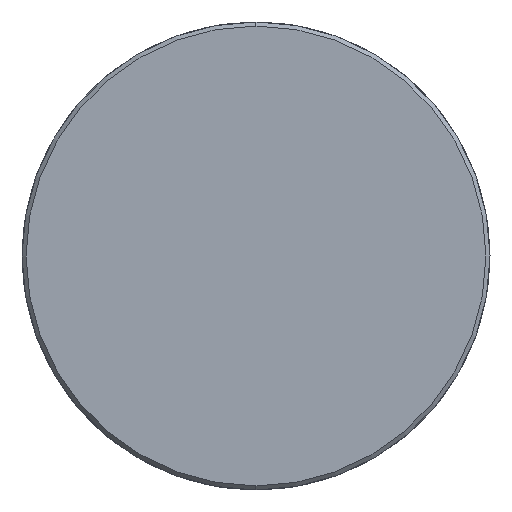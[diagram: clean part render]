
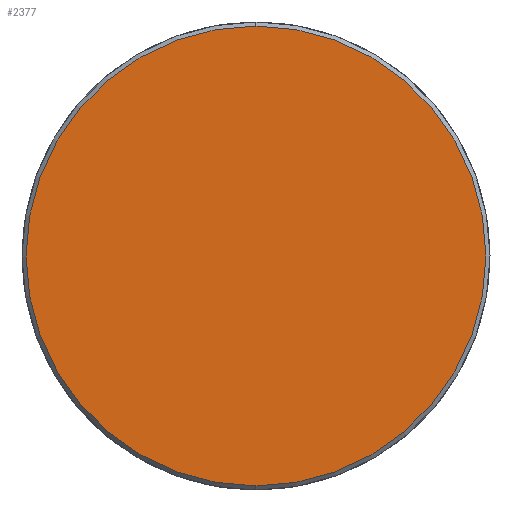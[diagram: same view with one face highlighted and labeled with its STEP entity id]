
A CAD part, left-side view. The second image highlights one B-rep face of the part: STEP entity #2377.
In plain terms, the highlighted planar face has unit normal (-1, 0, 0).
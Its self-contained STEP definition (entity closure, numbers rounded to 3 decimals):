
#277 = VERTEX_POINT ( 'NONE', #3165 ) ;
#342 = CARTESIAN_POINT ( 'NONE',  ( -294.05, -142.186, 142.186 ) ) ;
#600 = DIRECTION ( 'NONE',  ( 1., 0., 0. ) ) ;
#655 = CIRCLE ( 'NONE', #2356, 140.5 ) ;
#786 = ORIENTED_EDGE ( 'NONE', *, *, #1163, .T. ) ;
#861 = DIRECTION ( 'NONE',  ( 0., 0., -1. ) ) ;
#1163 = EDGE_CURVE ( 'NONE', #277, #1693, #1172, .T. ) ;
#1172 = CIRCLE ( 'NONE', #1802, 140.5 ) ;
#1302 = AXIS2_PLACEMENT_3D ( 'NONE', #342, #600, #861 ) ;
#1309 = ORIENTED_EDGE ( 'NONE', *, *, #2560, .T. ) ;
#1415 = EDGE_LOOP ( 'NONE', ( #786, #1309 ) ) ;
#1488 = CARTESIAN_POINT ( 'NONE',  ( -294.05, 0., 0. ) ) ;
#1512 = DIRECTION ( 'NONE',  ( -1., 0., 0. ) ) ;
#1693 = VERTEX_POINT ( 'NONE', #1761 ) ;
#1761 = CARTESIAN_POINT ( 'NONE',  ( -294.05, 0., 140.5 ) ) ;
#1802 = AXIS2_PLACEMENT_3D ( 'NONE', #1488, #2009, #3060 ) ;
#1868 = PLANE ( 'NONE',  #1302 ) ;
#2009 = DIRECTION ( 'NONE',  ( -1., 0., 0. ) ) ;
#2226 = FACE_OUTER_BOUND ( 'NONE', #1415, .T. ) ;
#2300 = CARTESIAN_POINT ( 'NONE',  ( -294.05, 0., 0. ) ) ;
#2356 = AXIS2_PLACEMENT_3D ( 'NONE', #2300, #1512, #2579 ) ;
#2377 = ADVANCED_FACE ( 'NONE', ( #2226 ), #1868, .F. ) ;
#2560 = EDGE_CURVE ( 'NONE', #1693, #277, #655, .T. ) ;
#2579 = DIRECTION ( 'NONE',  ( 0., 0., -1. ) ) ;
#3060 = DIRECTION ( 'NONE',  ( 0., 0., -1. ) ) ;
#3165 = CARTESIAN_POINT ( 'NONE',  ( -294.05, 0., -140.5 ) ) ;
